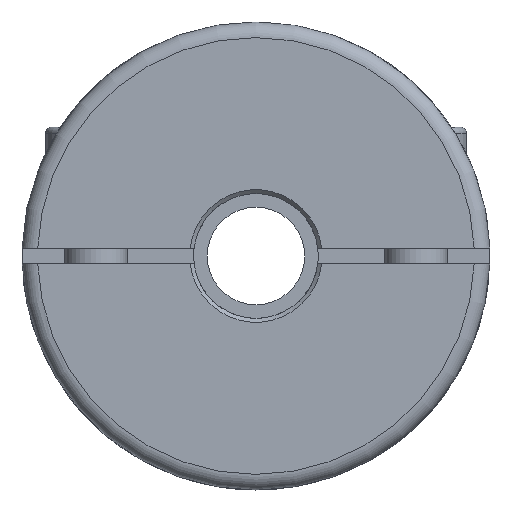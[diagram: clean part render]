
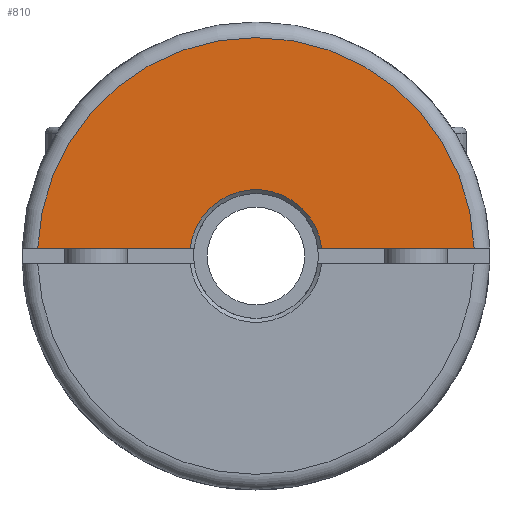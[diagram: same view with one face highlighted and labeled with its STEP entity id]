
A CAD part, left-side view. The second image highlights one B-rep face of the part: STEP entity #810.
In plain terms, the highlighted planar face has unit normal (-1, 0, 0).
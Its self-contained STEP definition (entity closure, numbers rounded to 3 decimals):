
#810 = ADVANCED_FACE( '', ( #1752 ), #1753, .T. );
#1752 = FACE_OUTER_BOUND( '', #2775, .T. );
#1753 = PLANE( '', #2776 );
#2775 = EDGE_LOOP( '', ( #5122, #5123, #5124, #5125 ) );
#2776 = AXIS2_PLACEMENT_3D( '', #5126, #5127, #5128 );
#5122 = ORIENTED_EDGE( '', *, *, #6538, .F. );
#5123 = ORIENTED_EDGE( '', *, *, #6048, .T. );
#5124 = ORIENTED_EDGE( '', *, *, #6053, .F. );
#5125 = ORIENTED_EDGE( '', *, *, #6180, .T. );
#5126 = CARTESIAN_POINT( '', ( 0., 0., 6. ) );
#5127 = DIRECTION( '', ( -1., 0., 0. ) );
#5128 = DIRECTION( '', ( 0., 0., 1. ) );
#6048 = EDGE_CURVE( '', #7340, #7344, #7346, .F. );
#6053 = EDGE_CURVE( '', #7353, #7344, #7354, .T. );
#6180 = EDGE_CURVE( '', #7353, #7547, #7549, .T. );
#6538 = EDGE_CURVE( '', #7340, #7547, #8042, .T. );
#7340 = VERTEX_POINT( '', #9803 );
#7344 = VERTEX_POINT( '', #9810 );
#7346 = CIRCLE( '', #9815, 8.5 );
#7353 = VERTEX_POINT( '', #9822 );
#7354 = LINE( '', #9823, #9824 );
#7547 = VERTEX_POINT( '', #10216 );
#7549 = CIRCLE( '', #10231, 28. );
#8042 = LINE( '', #11193, #11194 );
#9803 = CARTESIAN_POINT( '', ( 0., 8.441, 1. ) );
#9810 = CARTESIAN_POINT( '', ( 0., -8.441, 1. ) );
#9815 = AXIS2_PLACEMENT_3D( '', #12026, #12027, #12028 );
#9822 = CARTESIAN_POINT( '', ( 0., -27.982, 1. ) );
#9823 = CARTESIAN_POINT( '', ( 0., 0., 1. ) );
#9824 = VECTOR( '', #12035, 1000. );
#10216 = CARTESIAN_POINT( '', ( 0., 27.982, 1. ) );
#10231 = AXIS2_PLACEMENT_3D( '', #12218, #12219, #12220 );
#11193 = CARTESIAN_POINT( '', ( 0., 0., 1. ) );
#11194 = VECTOR( '', #12634, 1000. );
#12026 = CARTESIAN_POINT( '', ( 0., 0., 0. ) );
#12027 = DIRECTION( '', ( -1., 0., 0. ) );
#12028 = DIRECTION( '', ( 0., 0., 1. ) );
#12035 = DIRECTION( '', ( 0., 1., 0. ) );
#12218 = CARTESIAN_POINT( '', ( 0., 0., 0. ) );
#12219 = DIRECTION( '', ( -1., 0., 0. ) );
#12220 = DIRECTION( '', ( 0., 0., 1. ) );
#12634 = DIRECTION( '', ( 0., 1., 0. ) );
